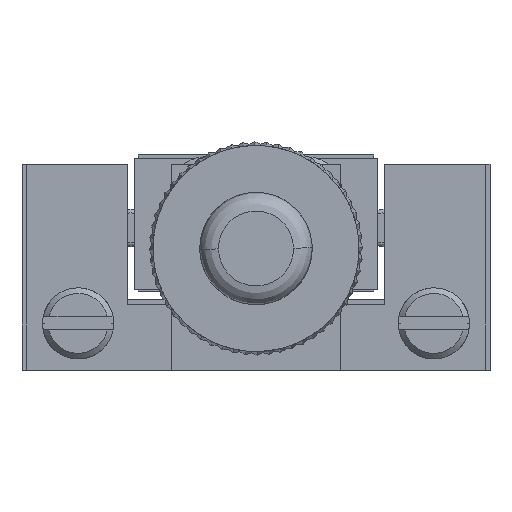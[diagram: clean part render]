
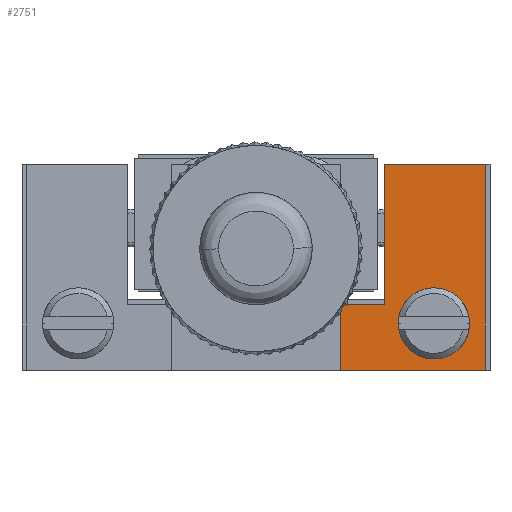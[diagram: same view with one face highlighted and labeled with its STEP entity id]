
A CAD part, front view. The second image highlights one B-rep face of the part: STEP entity #2751.
In plain terms, the highlighted planar face has unit normal (0, -1, 0).
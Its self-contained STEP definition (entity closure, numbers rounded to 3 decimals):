
#71=FACE_BOUND('',#7442,.T.);
#2751=ADVANCED_FACE('',(#5066,#71),#39436,.T.);
#5066=FACE_OUTER_BOUND('',#7441,.T.);
#7441=EDGE_LOOP('',(#19567,#19568,#19569,#19570,#19571,#19572));
#7442=EDGE_LOOP('',(#19573,#19574));
#19567=ORIENTED_EDGE('',*,*,#26784,.F.);
#19568=ORIENTED_EDGE('',*,*,#26792,.T.);
#19569=ORIENTED_EDGE('',*,*,#26793,.T.);
#19570=ORIENTED_EDGE('',*,*,#26794,.T.);
#19571=ORIENTED_EDGE('',*,*,#26795,.T.);
#19572=ORIENTED_EDGE('',*,*,#26796,.T.);
#19573=ORIENTED_EDGE('',*,*,#27306,.F.);
#19574=ORIENTED_EDGE('',*,*,#27188,.F.);
#26784=EDGE_CURVE('',#37449,#37446,#33611,.T.);
#26792=EDGE_CURVE('',#37449,#37454,#33619,.T.);
#26793=EDGE_CURVE('',#37454,#37455,#33620,.T.);
#26794=EDGE_CURVE('',#37455,#37456,#33621,.T.);
#26795=EDGE_CURVE('',#37456,#37457,#33622,.T.);
#26796=EDGE_CURVE('',#37457,#37446,#33623,.T.);
#27188=EDGE_CURVE('',#37609,#37712,#28214,.T.);
#27306=EDGE_CURVE('',#37712,#37609,#28283,.T.);
#28214=(
BOUNDED_CURVE()
B_SPLINE_CURVE(2,(#72811,#72812,#72813,#72814,#72815),.UNSPECIFIED.,.F.,
 .F.)
B_SPLINE_CURVE_WITH_KNOTS((3,2,3),(0.,2.513,5.027),
 .UNSPECIFIED.)
CURVE()
GEOMETRIC_REPRESENTATION_ITEM()
RATIONAL_B_SPLINE_CURVE((1.,0.707,1.,0.707,1.))
REPRESENTATION_ITEM('')
);
#28283=(
BOUNDED_CURVE()
B_SPLINE_CURVE(2,(#73462,#73463,#73464,#73465,#73466),.UNSPECIFIED.,.F.,
 .F.)
B_SPLINE_CURVE_WITH_KNOTS((3,2,3),(5.027,7.54,10.053),
 .UNSPECIFIED.)
CURVE()
GEOMETRIC_REPRESENTATION_ITEM()
RATIONAL_B_SPLINE_CURVE((1.,0.707,1.,0.707,1.))
REPRESENTATION_ITEM('')
);
#33611=B_SPLINE_CURVE_WITH_KNOTS('',1,(#71141,#71142),.UNSPECIFIED.,.F.,
 .F.,(2,2),(0.,3.5),.UNSPECIFIED.);
#33619=B_SPLINE_CURVE_WITH_KNOTS('',1,(#71157,#71158),.UNSPECIFIED.,.F.,
 .F.,(2,2),(0.,7.75),.UNSPECIFIED.);
#33620=B_SPLINE_CURVE_WITH_KNOTS('',1,(#71159,#71160),.UNSPECIFIED.,.F.,
 .F.,(2,2),(0.,11.),.UNSPECIFIED.);
#33621=B_SPLINE_CURVE_WITH_KNOTS('',1,(#71161,#71162),.UNSPECIFIED.,.F.,
 .F.,(2,2),(0.,5.4),.UNSPECIFIED.);
#33622=B_SPLINE_CURVE_WITH_KNOTS('',1,(#71163,#71164),.UNSPECIFIED.,.F.,
 .F.,(2,2),(0.,7.5),.UNSPECIFIED.);
#33623=B_SPLINE_CURVE_WITH_KNOTS('',1,(#71165,#71166),.UNSPECIFIED.,.F.,
 .F.,(2,2),(0.,2.35),.UNSPECIFIED.);
#37446=VERTEX_POINT('',#63977);
#37449=VERTEX_POINT('',#63980);
#37454=VERTEX_POINT('',#63985);
#37455=VERTEX_POINT('',#63986);
#37456=VERTEX_POINT('',#63987);
#37457=VERTEX_POINT('',#63988);
#37609=VERTEX_POINT('',#64140);
#37712=VERTEX_POINT('',#64243);
#39436=PLANE('',#41443);
#41443=AXIS2_PLACEMENT_3D('',#61775,#43487,$);
#43487=DIRECTION('',(0.,-1.,0.));
#61775=CARTESIAN_POINT('',(13.145,5.55,12.22));
#63977=CARTESIAN_POINT('',(4.5,5.55,3.5));
#63980=CARTESIAN_POINT('',(4.5,5.55,0.));
#63985=CARTESIAN_POINT('',(12.25,5.55,0.));
#63986=CARTESIAN_POINT('',(12.25,5.55,11.));
#63987=CARTESIAN_POINT('',(6.85,5.55,11.));
#63988=CARTESIAN_POINT('',(6.85,5.55,3.5));
#64140=CARTESIAN_POINT('',(11.1,5.55,2.5));
#64243=CARTESIAN_POINT('',(7.9,5.55,2.5));
#71141=CARTESIAN_POINT('',(4.5,5.55,0.));
#71142=CARTESIAN_POINT('',(4.5,5.55,3.5));
#71157=CARTESIAN_POINT('',(4.5,5.55,0.));
#71158=CARTESIAN_POINT('',(12.25,5.55,0.));
#71159=CARTESIAN_POINT('',(12.25,5.55,0.));
#71160=CARTESIAN_POINT('',(12.25,5.55,11.));
#71161=CARTESIAN_POINT('',(12.25,5.55,11.));
#71162=CARTESIAN_POINT('',(6.85,5.55,11.));
#71163=CARTESIAN_POINT('',(6.85,5.55,11.));
#71164=CARTESIAN_POINT('',(6.85,5.55,3.5));
#71165=CARTESIAN_POINT('',(6.85,5.55,3.5));
#71166=CARTESIAN_POINT('',(4.5,5.55,3.5));
#72811=CARTESIAN_POINT('',(11.1,5.55,2.5));
#72812=CARTESIAN_POINT('',(11.1,5.55,4.1));
#72813=CARTESIAN_POINT('',(9.5,5.55,4.1));
#72814=CARTESIAN_POINT('',(7.9,5.55,4.1));
#72815=CARTESIAN_POINT('',(7.9,5.55,2.5));
#73462=CARTESIAN_POINT('',(7.9,5.55,2.5));
#73463=CARTESIAN_POINT('',(7.9,5.55,0.9));
#73464=CARTESIAN_POINT('',(9.5,5.55,0.9));
#73465=CARTESIAN_POINT('',(11.1,5.55,0.9));
#73466=CARTESIAN_POINT('',(11.1,5.55,2.5));
